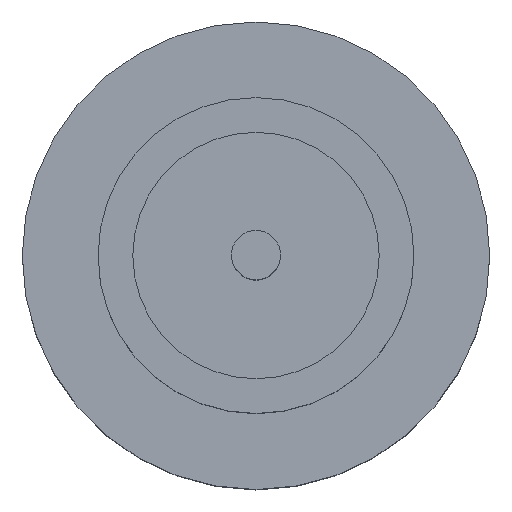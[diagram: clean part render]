
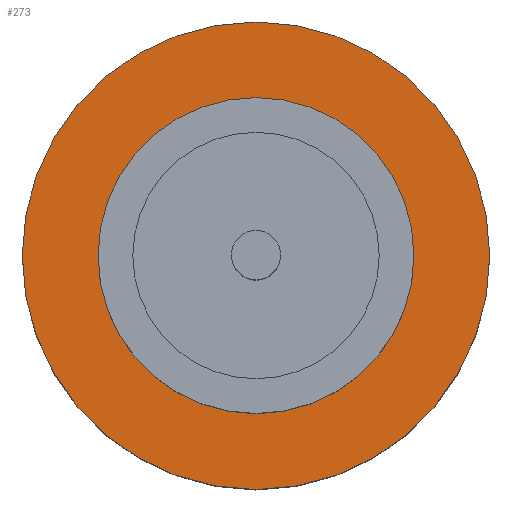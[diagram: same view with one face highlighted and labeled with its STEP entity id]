
A CAD part, top view. The second image highlights one B-rep face of the part: STEP entity #273.
In plain terms, the highlighted planar face has unit normal (0, 0, 1).
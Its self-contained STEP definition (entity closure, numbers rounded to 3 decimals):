
#1 = AXIS2_PLACEMENT_3D ( 'NONE', #176, #164, #637 ) ;
#13 = FACE_OUTER_BOUND ( 'NONE', #525, .T. ) ;
#28 = VERTEX_POINT ( 'NONE', #499 ) ;
#48 = DIRECTION ( 'NONE',  ( 0., 0., 1. ) ) ;
#142 = AXIS2_PLACEMENT_3D ( 'NONE', #378, #336, #144 ) ;
#144 = DIRECTION ( 'NONE',  ( 1., 0., 0. ) ) ;
#164 = DIRECTION ( 'NONE',  ( 0., 0., 1. ) ) ;
#168 = PLANE ( 'NONE',  #430 ) ;
#171 = CIRCLE ( 'NONE', #241, 1.25 ) ;
#176 = CARTESIAN_POINT ( 'NONE',  ( 0., 0., 1.55 ) ) ;
#183 = CIRCLE ( 'NONE', #142, 1.85 ) ;
#218 = CIRCLE ( 'NONE', #344, 1.85 ) ;
#226 = EDGE_CURVE ( 'NONE', #228, #712, #171, .T. ) ;
#228 = VERTEX_POINT ( 'NONE', #449 ) ;
#237 = CARTESIAN_POINT ( 'NONE',  ( 0., 0., 1.55 ) ) ;
#241 = AXIS2_PLACEMENT_3D ( 'NONE', #237, #291, #573 ) ;
#273 = ADVANCED_FACE ( 'NONE', ( #663, #13 ), #168, .T. ) ;
#291 = DIRECTION ( 'NONE',  ( 0., 0., 1. ) ) ;
#315 = VERTEX_POINT ( 'NONE', #459 ) ;
#327 = ORIENTED_EDGE ( 'NONE', *, *, #640, .T. ) ;
#336 = DIRECTION ( 'NONE',  ( 0., 0., 1. ) ) ;
#337 = EDGE_CURVE ( 'NONE', #712, #228, #702, .T. ) ;
#344 = AXIS2_PLACEMENT_3D ( 'NONE', #386, #717, #501 ) ;
#359 = ORIENTED_EDGE ( 'NONE', *, *, #337, .F. ) ;
#378 = CARTESIAN_POINT ( 'NONE',  ( 0., 0., 1.55 ) ) ;
#386 = CARTESIAN_POINT ( 'NONE',  ( 0., 0., 1.55 ) ) ;
#399 = DIRECTION ( 'NONE',  ( 1., 0., 0. ) ) ;
#430 = AXIS2_PLACEMENT_3D ( 'NONE', #742, #48, #399 ) ;
#449 = CARTESIAN_POINT ( 'NONE',  ( 1.25, 0., 1.55 ) ) ;
#459 = CARTESIAN_POINT ( 'NONE',  ( 1.85, 0., 1.55 ) ) ;
#499 = CARTESIAN_POINT ( 'NONE',  ( -1.85, 0., 1.55 ) ) ;
#501 = DIRECTION ( 'NONE',  ( 1., 0., 0. ) ) ;
#525 = EDGE_LOOP ( 'NONE', ( #327, #616 ) ) ;
#553 = CARTESIAN_POINT ( 'NONE',  ( -1.25, 0., 1.55 ) ) ;
#573 = DIRECTION ( 'NONE',  ( 1., 0., 0. ) ) ;
#613 = EDGE_CURVE ( 'NONE', #315, #28, #218, .T. ) ;
#616 = ORIENTED_EDGE ( 'NONE', *, *, #613, .T. ) ;
#637 = DIRECTION ( 'NONE',  ( 1., 0., 0. ) ) ;
#640 = EDGE_CURVE ( 'NONE', #28, #315, #183, .T. ) ;
#663 = FACE_BOUND ( 'NONE', #718, .T. ) ;
#690 = ORIENTED_EDGE ( 'NONE', *, *, #226, .F. ) ;
#702 = CIRCLE ( 'NONE', #1, 1.25 ) ;
#712 = VERTEX_POINT ( 'NONE', #553 ) ;
#717 = DIRECTION ( 'NONE',  ( 0., 0., 1. ) ) ;
#718 = EDGE_LOOP ( 'NONE', ( #690, #359 ) ) ;
#742 = CARTESIAN_POINT ( 'NONE',  ( 0., 0., 1.55 ) ) ;
